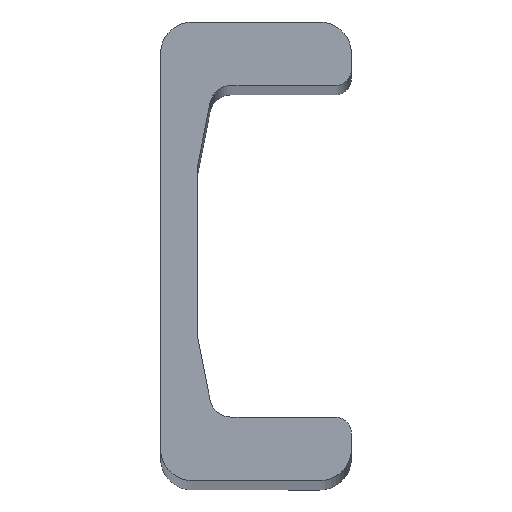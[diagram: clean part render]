
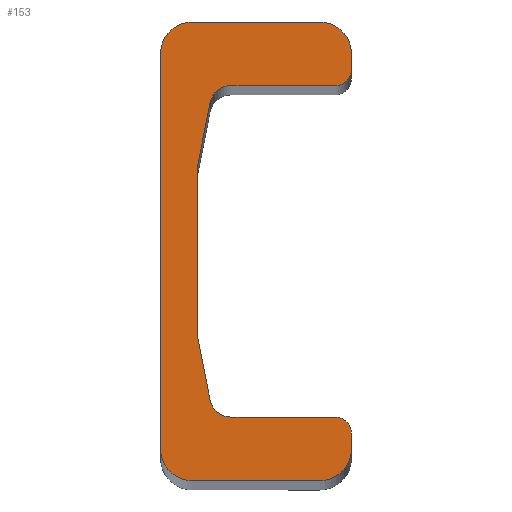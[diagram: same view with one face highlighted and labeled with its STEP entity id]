
A CAD part, top view. The second image highlights one B-rep face of the part: STEP entity #153.
In plain terms, the highlighted planar face has unit normal (0, 0, 1).
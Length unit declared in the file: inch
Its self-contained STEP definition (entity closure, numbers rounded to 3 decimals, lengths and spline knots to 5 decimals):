
#30 = CIRCLE ( 'NONE', #324, 0.11811 ) ;
#38 = ORIENTED_EDGE ( 'NONE', *, *, #612, .T. ) ;
#41 = DIRECTION ( 'NONE',  ( 0., 0., -1. ) ) ;
#43 = DIRECTION ( 'NONE',  ( -1., 0., 0. ) ) ;
#44 = EDGE_CURVE ( 'NONE', #792, #927, #30, .T. ) ;
#46 = ORIENTED_EDGE ( 'NONE', *, *, #1080, .T. ) ;
#47 = DIRECTION ( 'NONE',  ( 0., 0., 1. ) ) ;
#48 = LINE ( 'NONE', #1027, #215 ) ;
#64 = ORIENTED_EDGE ( 'NONE', *, *, #735, .T. ) ;
#67 = CARTESIAN_POINT ( 'NONE',  ( 0.85433, 1.46654, 0. ) ) ;
#70 = DIRECTION ( 'NONE',  ( 1., 0., 0. ) ) ;
#88 = VECTOR ( 'NONE', #1001, 39.37008 ) ;
#106 = VECTOR ( 'NONE', #821, 39.37008 ) ;
#117 = EDGE_CURVE ( 'NONE', #815, #1072, #523, .T. ) ;
#121 = LINE ( 'NONE', #134, #450 ) ;
#123 = ORIENTED_EDGE ( 'NONE', *, *, #267, .T. ) ;
#134 = CARTESIAN_POINT ( 'NONE',  ( 1.09055, 1.46654, 0. ) ) ;
#136 = VERTEX_POINT ( 'NONE', #660 ) ;
#137 = DIRECTION ( 'NONE',  ( 0., 1., 0. ) ) ;
#138 = ORIENTED_EDGE ( 'NONE', *, *, #444, .T. ) ;
#149 = LINE ( 'NONE', #832, #106 ) ;
#153 = ADVANCED_FACE ( 'NONE', ( #576 ), #327, .T. ) ;
#156 = EDGE_CURVE ( 'NONE', #925, #889, #860, .T. ) ;
#158 = ORIENTED_EDGE ( 'NONE', *, *, #340, .T. ) ;
#164 = LINE ( 'NONE', #556, #585 ) ;
#198 = CIRCLE ( 'NONE', #865, 0.23622 ) ;
#199 = CARTESIAN_POINT ( 'NONE',  ( 0.19603, -1.23031, 0. ) ) ;
#211 = CARTESIAN_POINT ( 'NONE',  ( 1.09055, 1.34843, 0. ) ) ;
#215 = VECTOR ( 'NONE', #43, 39.37008 ) ;
#231 = LINE ( 'NONE', #560, #289 ) ;
#232 = EDGE_CURVE ( 'NONE', #483, #1049, #1029, .T. ) ;
#239 = CARTESIAN_POINT ( 'NONE',  ( -0.32677, -1.46654, 0. ) ) ;
#257 = CIRCLE ( 'NONE', #402, 0.15748 ) ;
#267 = EDGE_CURVE ( 'NONE', #927, #577, #121, .T. ) ;
#289 = VECTOR ( 'NONE', #995, 39.37008 ) ;
#307 = ORIENTED_EDGE ( 'NONE', *, *, #946, .T. ) ;
#308 = DIRECTION ( 'NONE',  ( 1., 0., 0. ) ) ;
#322 = CARTESIAN_POINT ( 'NONE',  ( 0.85433, -1.70276, 0. ) ) ;
#323 = DIRECTION ( 'NONE',  ( -0.196, 0.981, 0. ) ) ;
#324 = AXIS2_PLACEMENT_3D ( 'NONE', #414, #587, #753 ) ;
#327 = PLANE ( 'NONE',  #921 ) ;
#334 = VERTEX_POINT ( 'NONE', #199 ) ;
#340 = EDGE_CURVE ( 'NONE', #858, #483, #374, .T. ) ;
#361 = CARTESIAN_POINT ( 'NONE',  ( -0.05118, 0.63976, 0. ) ) ;
#365 = LINE ( 'NONE', #900, #1004 ) ;
#366 = CARTESIAN_POINT ( 'NONE',  ( 0.85433, -1.46654, 0. ) ) ;
#367 = LINE ( 'NONE', #443, #613 ) ;
#373 = CARTESIAN_POINT ( 'NONE',  ( 0.19603, 1.07283, 0. ) ) ;
#374 = LINE ( 'NONE', #965, #665 ) ;
#380 = DIRECTION ( 'NONE',  ( 1., 0., 0. ) ) ;
#388 = AXIS2_PLACEMENT_3D ( 'NONE', #771, #764, #689 ) ;
#396 = DIRECTION ( 'NONE',  ( 0., 1., 0. ) ) ;
#397 = DIRECTION ( 'NONE',  ( 0., 0., 1. ) ) ;
#400 = EDGE_CURVE ( 'NONE', #1072, #334, #48, .T. ) ;
#402 = AXIS2_PLACEMENT_3D ( 'NONE', #373, #41, #380 ) ;
#409 = VERTEX_POINT ( 'NONE', #1053 ) ;
#414 = CARTESIAN_POINT ( 'NONE',  ( 0.97244, 1.34843, 0. ) ) ;
#415 = CARTESIAN_POINT ( 'NONE',  ( 1.09055, 1.46654, 0. ) ) ;
#443 = CARTESIAN_POINT ( 'NONE',  ( 0.85433, 1.70276, 0. ) ) ;
#444 = EDGE_CURVE ( 'NONE', #889, #815, #164, .T. ) ;
#450 = VECTOR ( 'NONE', #813, 39.37008 ) ;
#471 = EDGE_CURVE ( 'NONE', #136, #542, #149, .T. ) ;
#478 = VERTEX_POINT ( 'NONE', #494 ) ;
#483 = VERTEX_POINT ( 'NONE', #739 ) ;
#494 = CARTESIAN_POINT ( 'NONE',  ( 0.85433, 1.70276, 0. ) ) ;
#498 = ORIENTED_EDGE ( 'NONE', *, *, #400, .T. ) ;
#505 = CARTESIAN_POINT ( 'NONE',  ( -0.09055, 1.46654, 0. ) ) ;
#517 = CARTESIAN_POINT ( 'NONE',  ( -0.05118, -0.63976, 0. ) ) ;
#520 = EDGE_CURVE ( 'NONE', #937, #792, #231, .T. ) ;
#522 = DIRECTION ( 'NONE',  ( -1., 0., 0. ) ) ;
#523 = CIRCLE ( 'NONE', #583, 0.11811 ) ;
#533 = EDGE_CURVE ( 'NONE', #762, #925, #904, .T. ) ;
#536 = ORIENTED_EDGE ( 'NONE', *, *, #471, .T. ) ;
#542 = VERTEX_POINT ( 'NONE', #239 ) ;
#549 = CARTESIAN_POINT ( 'NONE',  ( 0.19603, 1.07283, 0. ) ) ;
#555 = VERTEX_POINT ( 'NONE', #666 ) ;
#556 = CARTESIAN_POINT ( 'NONE',  ( 1.09055, -1.46654, 0. ) ) ;
#560 = CARTESIAN_POINT ( 'NONE',  ( 0.97244, 1.23031, 0. ) ) ;
#561 = DIRECTION ( 'NONE',  ( 1., 0., 0. ) ) ;
#564 = CARTESIAN_POINT ( 'NONE',  ( -0.09055, -1.70276, 0. ) ) ;
#566 = ORIENTED_EDGE ( 'NONE', *, *, #156, .T. ) ;
#573 = CARTESIAN_POINT ( 'NONE',  ( 0.97244, 1.23031, 0. ) ) ;
#576 = FACE_OUTER_BOUND ( 'NONE', #955, .T. ) ;
#577 = VERTEX_POINT ( 'NONE', #415 ) ;
#582 = CARTESIAN_POINT ( 'NONE',  ( 1.09055, -1.46654, 0. ) ) ;
#583 = AXIS2_PLACEMENT_3D ( 'NONE', #781, #794, #308 ) ;
#585 = VECTOR ( 'NONE', #396, 39.37008 ) ;
#587 = DIRECTION ( 'NONE',  ( 0., 0., 1. ) ) ;
#612 = EDGE_CURVE ( 'NONE', #409, #136, #640, .T. ) ;
#613 = VECTOR ( 'NONE', #522, 39.37008 ) ;
#617 = CARTESIAN_POINT ( 'NONE',  ( -0.09055, -1.46654, 0. ) ) ;
#640 = CIRCLE ( 'NONE', #742, 0.23622 ) ;
#643 = CARTESIAN_POINT ( 'NONE',  ( 0.97244, -1.23031, 0. ) ) ;
#645 = ORIENTED_EDGE ( 'NONE', *, *, #117, .T. ) ;
#660 = CARTESIAN_POINT ( 'NONE',  ( -0.32677, 1.46654, 0. ) ) ;
#661 = ORIENTED_EDGE ( 'NONE', *, *, #746, .T. ) ;
#665 = VECTOR ( 'NONE', #137, 39.37008 ) ;
#666 = CARTESIAN_POINT ( 'NONE',  ( 0.04161, -1.10372, 0. ) ) ;
#688 = DIRECTION ( 'NONE',  ( 0.196, 0.981, 0. ) ) ;
#689 = DIRECTION ( 'NONE',  ( -1., 0., 0. ) ) ;
#695 = ORIENTED_EDGE ( 'NONE', *, *, #997, .T. ) ;
#710 = ORIENTED_EDGE ( 'NONE', *, *, #232, .T. ) ;
#727 = ORIENTED_EDGE ( 'NONE', *, *, #520, .T. ) ;
#730 = CARTESIAN_POINT ( 'NONE',  ( 0.04161, 1.10372, 0. ) ) ;
#732 = CARTESIAN_POINT ( 'NONE',  ( 1.09055, -1.34843, 0. ) ) ;
#735 = EDGE_CURVE ( 'NONE', #478, #409, #367, .T. ) ;
#738 = ORIENTED_EDGE ( 'NONE', *, *, #960, .T. ) ;
#739 = CARTESIAN_POINT ( 'NONE',  ( -0.05118, 0.63976, 0. ) ) ;
#742 = AXIS2_PLACEMENT_3D ( 'NONE', #505, #839, #1085 ) ;
#746 = EDGE_CURVE ( 'NONE', #1049, #937, #257, .T. ) ;
#753 = DIRECTION ( 'NONE',  ( -1., 0., 0. ) ) ;
#762 = VERTEX_POINT ( 'NONE', #564 ) ;
#764 = DIRECTION ( 'NONE',  ( 0., 0., -1. ) ) ;
#766 = AXIS2_PLACEMENT_3D ( 'NONE', #366, #1023, #886 ) ;
#768 = AXIS2_PLACEMENT_3D ( 'NONE', #67, #397, #561 ) ;
#771 = CARTESIAN_POINT ( 'NONE',  ( 0.19603, -1.07283, 0. ) ) ;
#781 = CARTESIAN_POINT ( 'NONE',  ( 0.97244, -1.34843, 0. ) ) ;
#789 = ORIENTED_EDGE ( 'NONE', *, *, #44, .T. ) ;
#792 = VERTEX_POINT ( 'NONE', #573 ) ;
#794 = DIRECTION ( 'NONE',  ( 0., 0., 1. ) ) ;
#813 = DIRECTION ( 'NONE',  ( 0., 1., 0. ) ) ;
#815 = VERTEX_POINT ( 'NONE', #732 ) ;
#821 = DIRECTION ( 'NONE',  ( 0., -1., 0. ) ) ;
#832 = CARTESIAN_POINT ( 'NONE',  ( -0.32677, 1.46654, 0. ) ) ;
#839 = DIRECTION ( 'NONE',  ( 0., 0., 1. ) ) ;
#858 = VERTEX_POINT ( 'NONE', #517 ) ;
#860 = CIRCLE ( 'NONE', #766, 0.23622 ) ;
#862 = VECTOR ( 'NONE', #688, 39.37008 ) ;
#865 = AXIS2_PLACEMENT_3D ( 'NONE', #617, #951, #875 ) ;
#866 = CIRCLE ( 'NONE', #768, 0.23622 ) ;
#871 = CARTESIAN_POINT ( 'NONE',  ( 0.19603, 1.23031, 0. ) ) ;
#875 = DIRECTION ( 'NONE',  ( 1., 0., 0. ) ) ;
#886 = DIRECTION ( 'NONE',  ( -1., 0., 0. ) ) ;
#889 = VERTEX_POINT ( 'NONE', #582 ) ;
#896 = CIRCLE ( 'NONE', #388, 0.15748 ) ;
#900 = CARTESIAN_POINT ( 'NONE',  ( -0.05118, -0.63976, 0. ) ) ;
#904 = LINE ( 'NONE', #322, #88 ) ;
#921 = AXIS2_PLACEMENT_3D ( 'NONE', #549, #47, #70 ) ;
#925 = VERTEX_POINT ( 'NONE', #1031 ) ;
#927 = VERTEX_POINT ( 'NONE', #211 ) ;
#937 = VERTEX_POINT ( 'NONE', #871 ) ;
#946 = EDGE_CURVE ( 'NONE', #542, #762, #198, .T. ) ;
#951 = DIRECTION ( 'NONE',  ( 0., 0., 1. ) ) ;
#955 = EDGE_LOOP ( 'NONE', ( #710, #661, #727, #789, #123, #46, #64, #38, #536, #307, #973, #566, #138, #645, #498, #738, #695, #158 ) ) ;
#960 = EDGE_CURVE ( 'NONE', #334, #555, #896, .T. ) ;
#965 = CARTESIAN_POINT ( 'NONE',  ( -0.05118, 0.63976, 0. ) ) ;
#973 = ORIENTED_EDGE ( 'NONE', *, *, #533, .T. ) ;
#995 = DIRECTION ( 'NONE',  ( 1., 0., 0. ) ) ;
#997 = EDGE_CURVE ( 'NONE', #555, #858, #365, .T. ) ;
#1001 = DIRECTION ( 'NONE',  ( 1., 0., 0. ) ) ;
#1004 = VECTOR ( 'NONE', #323, 39.37008 ) ;
#1023 = DIRECTION ( 'NONE',  ( 0., 0., 1. ) ) ;
#1027 = CARTESIAN_POINT ( 'NONE',  ( 0.97244, -1.23031, 0. ) ) ;
#1029 = LINE ( 'NONE', #361, #862 ) ;
#1031 = CARTESIAN_POINT ( 'NONE',  ( 0.85433, -1.70276, 0. ) ) ;
#1049 = VERTEX_POINT ( 'NONE', #730 ) ;
#1053 = CARTESIAN_POINT ( 'NONE',  ( -0.09055, 1.70276, 0. ) ) ;
#1072 = VERTEX_POINT ( 'NONE', #643 ) ;
#1080 = EDGE_CURVE ( 'NONE', #577, #478, #866, .T. ) ;
#1085 = DIRECTION ( 'NONE',  ( -1., 0., 0. ) ) ;
